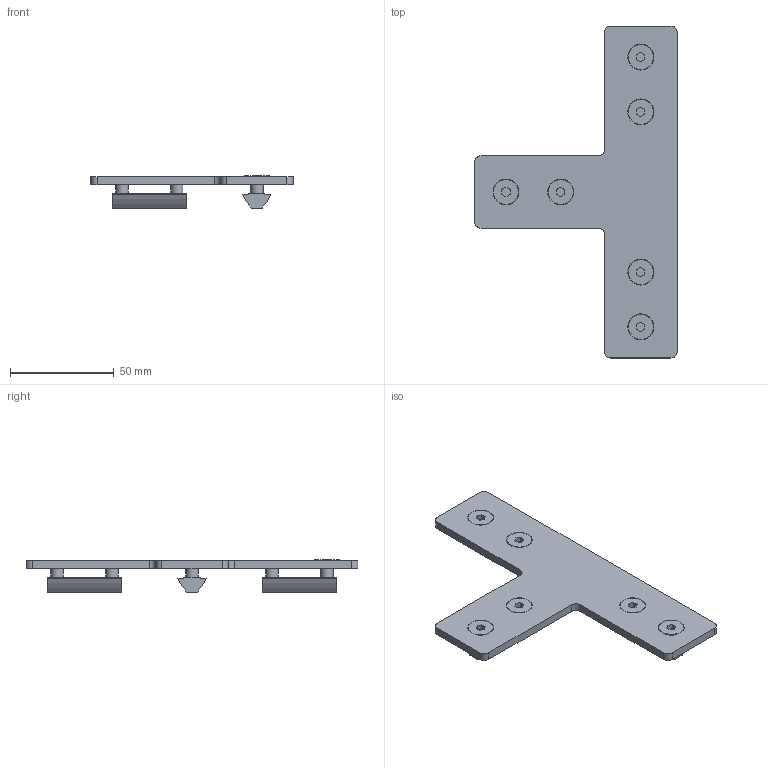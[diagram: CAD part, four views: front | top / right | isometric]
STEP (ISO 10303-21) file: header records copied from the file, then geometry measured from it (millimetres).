
FILE_DESCRIPTION(/* description */ ('Zestaw łacznika zewnętrznego typu T (Rowek 8)'),/* implementation_level */ '2;1');
FILE_NAME(/* name */ '500000.stp',/* time_stamp */ '2022-08-03T08:29:22+02:00',/* author */ ('aluteckkpl_am'),/* organization */ (''),/* preprocessor_version */ 'ST-DEVELOPER v18.1',/* originating_system */ 'Autodesk Inventor 2021',/* authorisation */ '');
FILE_SCHEMA (('CONFIG_CONTROL_DESIGN'));
Length unit declared in the file: millimetre
Products named in the file (1): 500000
Bounding box: 97.5 x 160 x 15.5 mm (x, y, z)
Volume: 38770.2 mm3; surface area: 22973.7 mm2
Topology: 1 solids, 1 shells, 144 faces, 352 edges, 234 vertices
Faces by surface type: plane 88, cylinder 38, cone 12, torus 6
Full cylindrical faces by diameter (mm): 4.917 x6, 6 x6, 6.5 x6, 12 x6
Entity records: 4471 total; most frequent: DIRECTION 758, CARTESIAN_POINT 731, ORIENTED_EDGE 704, EDGE_CURVE 352, AXIS2_PLACEMENT_3D 261, LINE 236, VECTOR 236, VERTEX_POINT 234
